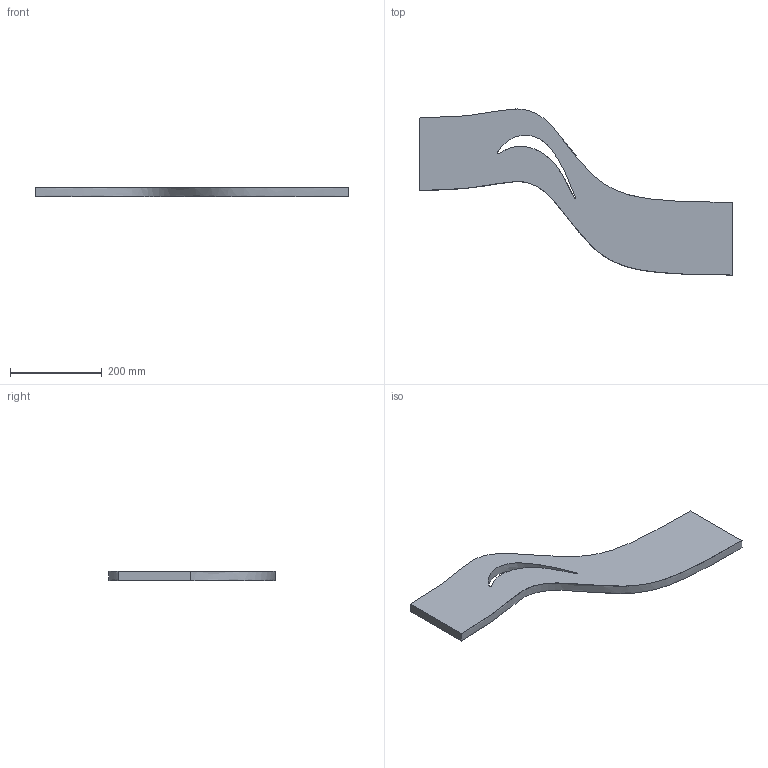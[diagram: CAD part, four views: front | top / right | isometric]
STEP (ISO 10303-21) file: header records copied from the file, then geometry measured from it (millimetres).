
FILE_DESCRIPTION(('ANSA STEP Exchange Structure File'),'2;1');
FILE_NAME('mesh_T106_V3.step','2017-08-21T14:23',('d590835'),('none'),'ANSA 17.1.0','ANSA 17.1.0 AP214','none');
FILE_SCHEMA(('AUTOMOTIVE_DESIGN { 1 0 10303 214 1 1 1 1 }'));
Length unit declared in the file: metre
Products named in the file (1): Open CASCADE STEP translator 6.8 2
Bounding box: 680.35 x 361.69 x 19.78 mm (x, y, z)
Surface area: 264614.8 mm2 (no closed solid volume)
Topology: 0 solids, 7 shells, 8 faces, 34 edges, 32 vertices
Faces by surface type: extrusion 6, bspline 2
Entity records: 1551 total; most frequent: CARTESIAN_POINT 1284, ORIENTED_EDGE 36, B_SPLINE_CURVE_WITH_KNOTS 33, EDGE_CURVE 27, VERTEX_POINT 22, EDGE_LOOP 10, DIRECTION 8, FACE_OUTER_BOUND 8
